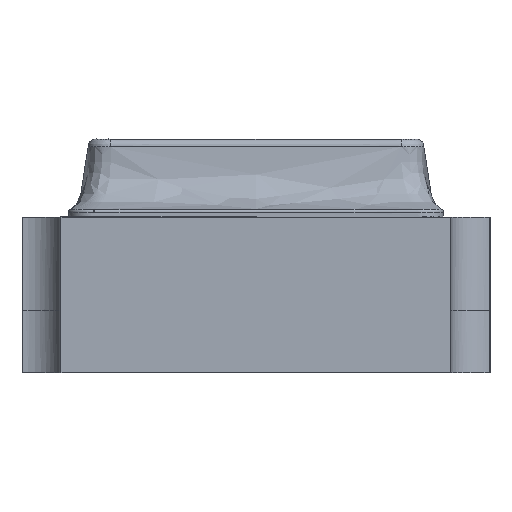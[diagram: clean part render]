
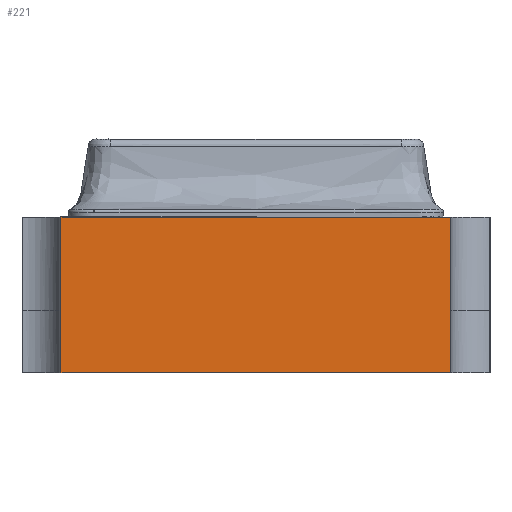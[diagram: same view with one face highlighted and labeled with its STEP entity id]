
A CAD part, left-side view. The second image highlights one B-rep face of the part: STEP entity #221.
In plain terms, the highlighted planar face has unit normal (1, 0, 0).
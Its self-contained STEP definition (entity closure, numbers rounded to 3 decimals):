
#221=ADVANCED_FACE('',(#267),#1464,.T.);
#267=FACE_OUTER_BOUND('',#316,.T.);
#316=EDGE_LOOP('',(#492,#493,#494,#495,#496,#497));
#492=ORIENTED_EDGE('',*,*,#817,.T.);
#493=ORIENTED_EDGE('',*,*,#805,.T.);
#494=ORIENTED_EDGE('',*,*,#781,.F.);
#495=ORIENTED_EDGE('',*,*,#806,.F.);
#496=ORIENTED_EDGE('',*,*,#819,.F.);
#497=ORIENTED_EDGE('',*,*,#787,.T.);
#781=EDGE_CURVE('',#1297,#1298,#1100,.T.);
#787=EDGE_CURVE('',#1305,#1306,#1106,.T.);
#805=EDGE_CURVE('',#1326,#1298,#950,.T.);
#806=EDGE_CURVE('',#1327,#1297,#1123,.T.);
#817=EDGE_CURVE('',#1306,#1326,#959,.T.);
#819=EDGE_CURVE('',#1305,#1327,#1126,.T.);
#950=(
BOUNDED_CURVE()
B_SPLINE_CURVE(1,(#2224,#2225),.UNSPECIFIED.,.F.,.F.)
B_SPLINE_CURVE_WITH_KNOTS((2,2),(0.3,0.5),.UNSPECIFIED.)
CURVE()
GEOMETRIC_REPRESENTATION_ITEM()
RATIONAL_B_SPLINE_CURVE((1.,1.))
REPRESENTATION_ITEM('')
);
#959=(
BOUNDED_CURVE()
B_SPLINE_CURVE(1,(#2251,#2252),.UNSPECIFIED.,.F.,.F.)
B_SPLINE_CURVE_WITH_KNOTS((2,2),(0.,0.3),.UNSPECIFIED.)
CURVE()
GEOMETRIC_REPRESENTATION_ITEM()
RATIONAL_B_SPLINE_CURVE((1.,1.))
REPRESENTATION_ITEM('')
);
#1100=B_SPLINE_CURVE_WITH_KNOTS('',1,(#2176,#2177),.UNSPECIFIED.,.F.,.F.,
(2,2),(0.,1.25),.UNSPECIFIED.);
#1106=B_SPLINE_CURVE_WITH_KNOTS('',1,(#2188,#2189),.UNSPECIFIED.,.F.,.F.,
(2,2),(0.,1.25),.UNSPECIFIED.);
#1123=B_SPLINE_CURVE_WITH_KNOTS('',1,(#2226,#2227),.UNSPECIFIED.,.F.,.F.,
(2,2),(0.3,0.5),.UNSPECIFIED.);
#1126=B_SPLINE_CURVE_WITH_KNOTS('',1,(#2256,#2257),.UNSPECIFIED.,.F.,.F.,
(2,2),(0.,0.3),.UNSPECIFIED.);
#1297=VERTEX_POINT('',#2134);
#1298=VERTEX_POINT('',#2135);
#1305=VERTEX_POINT('',#2142);
#1306=VERTEX_POINT('',#2143);
#1326=VERTEX_POINT('',#2163);
#1327=VERTEX_POINT('',#2164);
#1464=PLANE('',#1507);
#1507=AXIS2_PLACEMENT_3D('',#2103,#1533,$);
#1533=DIRECTION('',(1.,0.,0.));
#2103=CARTESIAN_POINT('',(-1.6,-0.625,0.51));
#2134=CARTESIAN_POINT('',(-1.6,0.625,0.01));
#2135=CARTESIAN_POINT('',(-1.6,-0.625,0.01));
#2142=CARTESIAN_POINT('',(-1.6,0.625,0.51));
#2143=CARTESIAN_POINT('',(-1.6,-0.625,0.51));
#2163=CARTESIAN_POINT('',(-1.6,-0.625,0.21));
#2164=CARTESIAN_POINT('',(-1.6,0.625,0.21));
#2176=CARTESIAN_POINT('',(-1.6,0.625,0.01));
#2177=CARTESIAN_POINT('',(-1.6,-0.625,0.01));
#2188=CARTESIAN_POINT('',(-1.6,0.625,0.51));
#2189=CARTESIAN_POINT('',(-1.6,-0.625,0.51));
#2224=CARTESIAN_POINT('',(-1.6,-0.625,0.21));
#2225=CARTESIAN_POINT('',(-1.6,-0.625,0.01));
#2226=CARTESIAN_POINT('',(-1.6,0.625,0.21));
#2227=CARTESIAN_POINT('',(-1.6,0.625,0.01));
#2251=CARTESIAN_POINT('',(-1.6,-0.625,0.51));
#2252=CARTESIAN_POINT('',(-1.6,-0.625,0.21));
#2256=CARTESIAN_POINT('',(-1.6,0.625,0.51));
#2257=CARTESIAN_POINT('',(-1.6,0.625,0.21));
